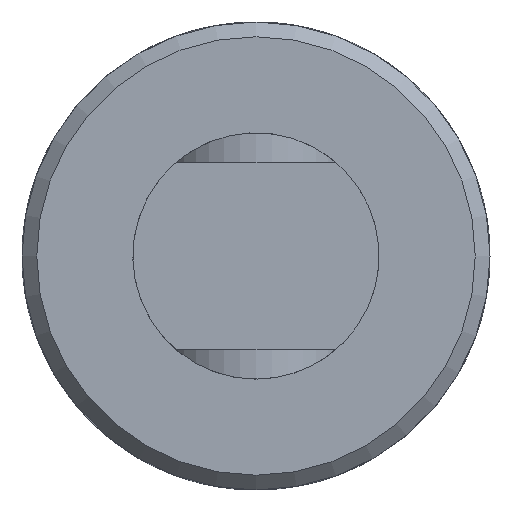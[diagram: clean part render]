
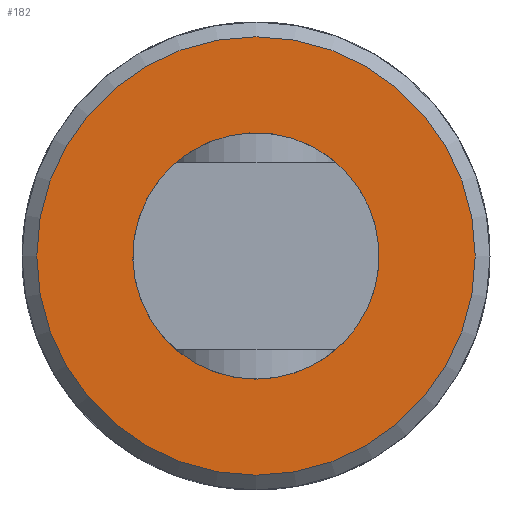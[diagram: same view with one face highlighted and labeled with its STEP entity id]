
A CAD part, left-side view. The second image highlights one B-rep face of the part: STEP entity #182.
In plain terms, the highlighted planar face has unit normal (-1, 0, 0).
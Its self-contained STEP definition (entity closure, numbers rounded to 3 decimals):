
#182 = ADVANCED_FACE( '', ( #357, #358 ), #359, .F. );
#357 = FACE_OUTER_BOUND( '', #525, .T. );
#358 = FACE_BOUND( '', #526, .T. );
#359 = PLANE( '', #527 );
#525 = EDGE_LOOP( '', ( #808 ) );
#526 = EDGE_LOOP( '', ( #809 ) );
#527 = AXIS2_PLACEMENT_3D( '', #810, #811, #812 );
#808 = ORIENTED_EDGE( '', *, *, #980, .F. );
#809 = ORIENTED_EDGE( '', *, *, #988, .T. );
#810 = CARTESIAN_POINT( '', ( 0., 0., 0. ) );
#811 = DIRECTION( '', ( 1., 0., 0. ) );
#812 = DIRECTION( '', ( 0., 0., -1. ) );
#980 = EDGE_CURVE( '', #1149, #1149, #1150, .T. );
#988 = EDGE_CURVE( '', #1158, #1158, #1159, .T. );
#1149 = VERTEX_POINT( '', #1721 );
#1150 = CIRCLE( '', #1722, 44.5 );
#1158 = VERTEX_POINT( '', #1734 );
#1159 = CIRCLE( '', #1735, 25. );
#1721 = CARTESIAN_POINT( '', ( 0., 0., -44.5 ) );
#1722 = AXIS2_PLACEMENT_3D( '', #2055, #2056, #2057 );
#1734 = CARTESIAN_POINT( '', ( 0., 0., -25. ) );
#1735 = AXIS2_PLACEMENT_3D( '', #2062, #2063, #2064 );
#2055 = CARTESIAN_POINT( '', ( 0., 0., 0. ) );
#2056 = DIRECTION( '', ( 1., 0., 0. ) );
#2057 = DIRECTION( '', ( 0., 0., -1. ) );
#2062 = CARTESIAN_POINT( '', ( 0., 0., 0. ) );
#2063 = DIRECTION( '', ( 1., 0., 0. ) );
#2064 = DIRECTION( '', ( 0., 0., -1. ) );
